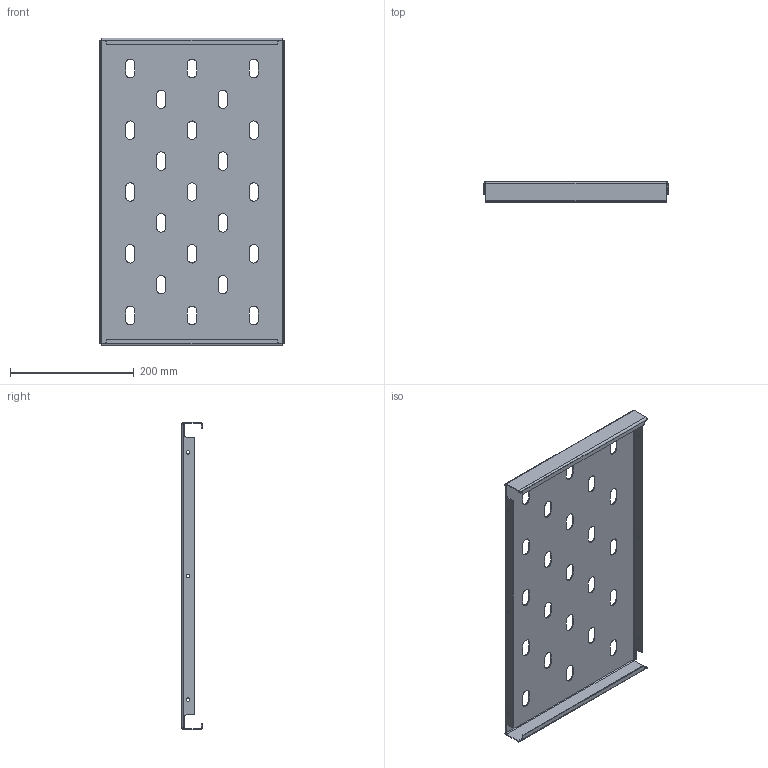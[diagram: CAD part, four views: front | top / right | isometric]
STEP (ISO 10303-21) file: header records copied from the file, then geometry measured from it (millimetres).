
FILE_DESCRIPTION (( 'STEP AP214' ), '1' );
FILE_NAME ('945.146.STEP', '2024-10-04T06:31:34', ( '' ), ( '' ), 'SwSTEP 2.0', 'SolidWorks 2021', '' );
FILE_SCHEMA (( 'AUTOMOTIVE_DESIGN' ));
Length unit declared in the file: millimetre
Products named in the file (1): 945.146
Bounding box: 298 x 33 x 498 mm (x, y, z)
Volume: 265555.4 mm3; surface area: 359580.9 mm2
Topology: 1 solids, 1 shells, 213 faces, 593 edges, 382 vertices
Faces by surface type: cylinder 117, plane 96
Entity records: 7043 total; most frequent: DIRECTION 1247, CARTESIAN_POINT 1237, ORIENTED_EDGE 1186, EDGE_CURVE 593, AXIS2_PLACEMENT_3D 448, VERTEX_POINT 382, LINE 351, VECTOR 351
